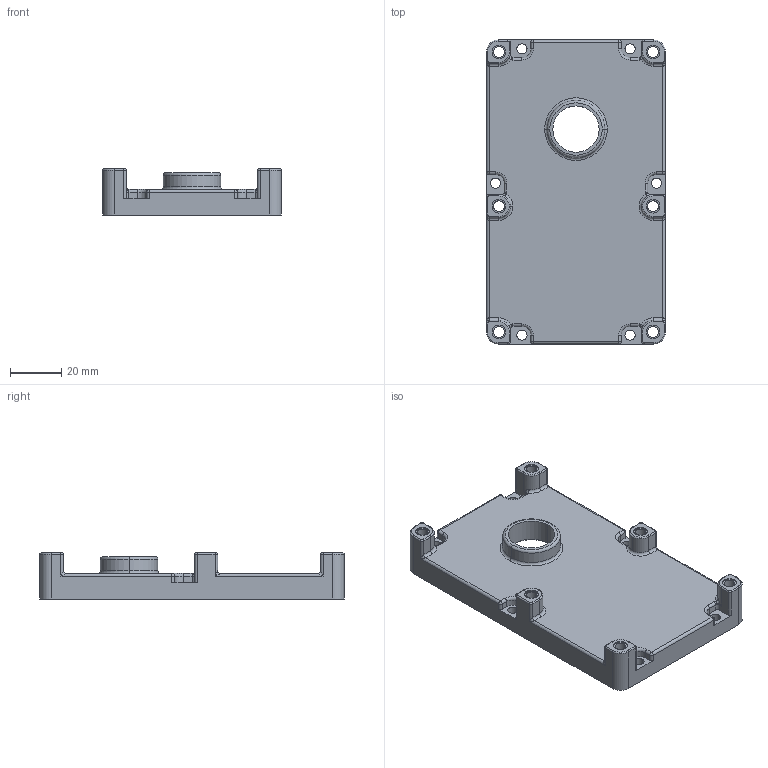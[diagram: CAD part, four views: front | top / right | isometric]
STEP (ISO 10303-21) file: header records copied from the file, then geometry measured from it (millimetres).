
FILE_DESCRIPTION (( 'STEP AP203' ), '1' );
FILE_NAME ('喘謫眊裔(1).STEP', '2022-04-08T06:05:56', ( '' ), ( '' ), 'SwSTEP 2.0', 'SolidWorks 2020', '' );
FILE_SCHEMA (( 'CONFIG_CONTROL_DESIGN' ));
Length unit declared in the file: millimetre
Products named in the file (1): 喘謫眊裔(1)
Bounding box: 70 x 119 x 18 mm (x, y, z)
Volume: 26353.8 mm3; surface area: 28462.1 mm2
Topology: 1 solids, 1 shells, 617 faces, 1576 edges, 958 vertices
Faces by surface type: cylinder 247, plane 198, torus 69, bspline 45, cone 44, sphere 14
Entity records: 20872 total; most frequent: CARTESIAN_POINT 5845, DIRECTION 3245, ORIENTED_EDGE 3100, EDGE_CURVE 1550, AXIS2_PLACEMENT_3D 1228, VERTEX_POINT 958, VECTOR 789, LINE 789
